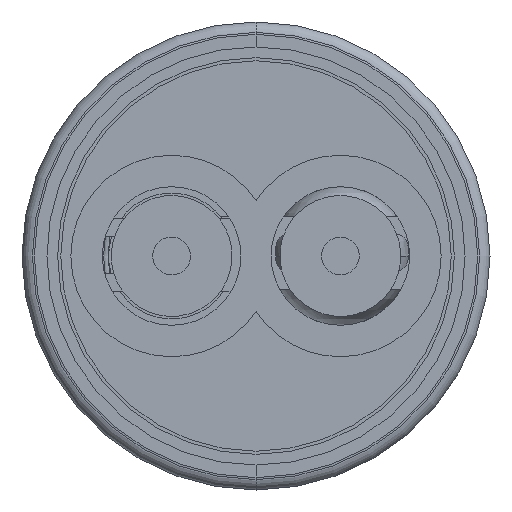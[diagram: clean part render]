
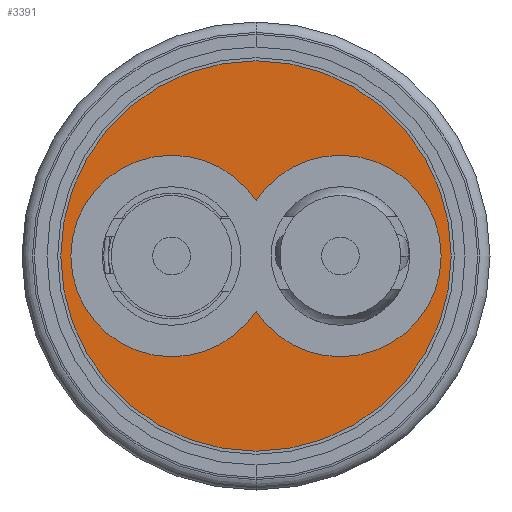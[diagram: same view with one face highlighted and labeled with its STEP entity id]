
A CAD part, front view. The second image highlights one B-rep face of the part: STEP entity #3391.
In plain terms, the highlighted planar face has unit normal (0, -1, 0).
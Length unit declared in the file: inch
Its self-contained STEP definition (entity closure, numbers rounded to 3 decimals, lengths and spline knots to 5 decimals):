
#3 = CIRCLE ( 'NONE', #4733, 0.08 ) ;
#60 = DIRECTION ( 'NONE',  ( 0., 1., 0. ) ) ;
#76 = CIRCLE ( 'NONE', #1281, 0.08 ) ;
#364 = CARTESIAN_POINT ( 'NONE',  ( -0.067, -1.218, 0. ) ) ;
#424 = EDGE_CURVE ( 'NONE', #790, #1624, #1659, .T. ) ;
#446 = AXIS2_PLACEMENT_3D ( 'NONE', #3540, #3112, #3979 ) ;
#489 = FACE_BOUND ( 'NONE', #1832, .T. ) ;
#653 = DIRECTION ( 'NONE',  ( 0., 0., -1. ) ) ;
#697 = EDGE_CURVE ( 'NONE', #5066, #3521, #2861, .T. ) ;
#698 = ORIENTED_EDGE ( 'NONE', *, *, #4046, .F. ) ;
#729 = VERTEX_POINT ( 'NONE', #3087 ) ;
#740 = CARTESIAN_POINT ( 'NONE',  ( 0., -1.218, -0.04371 ) ) ;
#745 = VERTEX_POINT ( 'NONE', #1846 ) ;
#762 = ORIENTED_EDGE ( 'NONE', *, *, #424, .F. ) ;
#787 = DIRECTION ( 'NONE',  ( 0., 1., 0. ) ) ;
#790 = VERTEX_POINT ( 'NONE', #4449 ) ;
#808 = DIRECTION ( 'NONE',  ( 0., 0., -1. ) ) ;
#846 = ORIENTED_EDGE ( 'NONE', *, *, #5441, .T. ) ;
#1088 = CARTESIAN_POINT ( 'NONE',  ( -0.067, -1.218, 0. ) ) ;
#1149 = ORIENTED_EDGE ( 'NONE', *, *, #3791, .T. ) ;
#1218 = ORIENTED_EDGE ( 'NONE', *, *, #5553, .F. ) ;
#1281 = AXIS2_PLACEMENT_3D ( 'NONE', #3364, #787, #3799 ) ;
#1590 = CARTESIAN_POINT ( 'NONE',  ( -0.067, -1.218, -0.08 ) ) ;
#1624 = VERTEX_POINT ( 'NONE', #1590 ) ;
#1659 = CIRCLE ( 'NONE', #5607, 0.08 ) ;
#1725 = CARTESIAN_POINT ( 'NONE',  ( -0.067, -1.218, 0. ) ) ;
#1740 = VERTEX_POINT ( 'NONE', #2503 ) ;
#1783 = DIRECTION ( 'NONE',  ( 0., 1., 0. ) ) ;
#1832 = EDGE_LOOP ( 'NONE', ( #846, #1149, #5204, #1218, #762, #4779 ) ) ;
#1844 = CARTESIAN_POINT ( 'NONE',  ( 0.067, -1.218, -0.08 ) ) ;
#1846 = CARTESIAN_POINT ( 'NONE',  ( 0., -1.218, 0.155 ) ) ;
#1930 = CARTESIAN_POINT ( 'NONE',  ( -0.155, -1.218, 0. ) ) ;
#1968 = DIRECTION ( 'NONE',  ( 0., 0., -1. ) ) ;
#2053 = DIRECTION ( 'NONE',  ( 0., 1., 0. ) ) ;
#2144 = DIRECTION ( 'NONE',  ( 0., 0., -1. ) ) ;
#2503 = CARTESIAN_POINT ( 'NONE',  ( 0.067, -1.218, 0.08 ) ) ;
#2630 = EDGE_CURVE ( 'NONE', #729, #745, #3338, .T. ) ;
#2642 = FACE_OUTER_BOUND ( 'NONE', #2910, .T. ) ;
#2645 = CARTESIAN_POINT ( 'NONE',  ( 0., -1.218, 0. ) ) ;
#2861 = CIRCLE ( 'NONE', #446, 0.08 ) ;
#2910 = EDGE_LOOP ( 'NONE', ( #698, #5136 ) ) ;
#2933 = AXIS2_PLACEMENT_3D ( 'NONE', #2645, #60, #3093 ) ;
#3081 = AXIS2_PLACEMENT_3D ( 'NONE', #1930, #4549, #1968 ) ;
#3087 = CARTESIAN_POINT ( 'NONE',  ( 0., -1.218, -0.155 ) ) ;
#3093 = DIRECTION ( 'NONE',  ( 0., 0., 1. ) ) ;
#3112 = DIRECTION ( 'NONE',  ( 0., 1., 0. ) ) ;
#3237 = AXIS2_PLACEMENT_3D ( 'NONE', #364, #3383, #808 ) ;
#3338 = CIRCLE ( 'NONE', #3625, 0.155 ) ;
#3364 = CARTESIAN_POINT ( 'NONE',  ( 0.067, -1.218, 0. ) ) ;
#3383 = DIRECTION ( 'NONE',  ( 0., -1., 0. ) ) ;
#3391 = ADVANCED_FACE ( 'NONE', ( #489, #2642 ), #4956, .T. ) ;
#3521 = VERTEX_POINT ( 'NONE', #740 ) ;
#3540 = CARTESIAN_POINT ( 'NONE',  ( 0.067, -1.218, 0. ) ) ;
#3625 = AXIS2_PLACEMENT_3D ( 'NONE', #4637, #2053, #5089 ) ;
#3631 = EDGE_CURVE ( 'NONE', #4755, #790, #5165, .T. ) ;
#3671 = CIRCLE ( 'NONE', #2933, 0.155 ) ;
#3791 = EDGE_CURVE ( 'NONE', #1740, #5066, #3, .T. ) ;
#3799 = DIRECTION ( 'NONE',  ( 0., 0., -1. ) ) ;
#3979 = DIRECTION ( 'NONE',  ( 0., 0., -1. ) ) ;
#4046 = EDGE_CURVE ( 'NONE', #745, #729, #3671, .T. ) ;
#4100 = DIRECTION ( 'NONE',  ( 0., -1., 0. ) ) ;
#4183 = AXIS2_PLACEMENT_3D ( 'NONE', #1725, #4730, #2144 ) ;
#4270 = CIRCLE ( 'NONE', #4183, 0.08 ) ;
#4365 = CARTESIAN_POINT ( 'NONE',  ( 0.067, -1.218, 0. ) ) ;
#4447 = CARTESIAN_POINT ( 'NONE',  ( 0., -1.218, 0.04371 ) ) ;
#4449 = CARTESIAN_POINT ( 'NONE',  ( -0.067, -1.218, 0.08 ) ) ;
#4549 = DIRECTION ( 'NONE',  ( 0., -1., 0. ) ) ;
#4637 = CARTESIAN_POINT ( 'NONE',  ( 0., -1.218, 0. ) ) ;
#4730 = DIRECTION ( 'NONE',  ( 0., -1., 0. ) ) ;
#4733 = AXIS2_PLACEMENT_3D ( 'NONE', #4365, #1783, #4798 ) ;
#4755 = VERTEX_POINT ( 'NONE', #4447 ) ;
#4779 = ORIENTED_EDGE ( 'NONE', *, *, #3631, .F. ) ;
#4798 = DIRECTION ( 'NONE',  ( 0., 0., -1. ) ) ;
#4956 = PLANE ( 'NONE',  #3081 ) ;
#5066 = VERTEX_POINT ( 'NONE', #1844 ) ;
#5089 = DIRECTION ( 'NONE',  ( 0., 0., 1. ) ) ;
#5136 = ORIENTED_EDGE ( 'NONE', *, *, #2630, .F. ) ;
#5165 = CIRCLE ( 'NONE', #3237, 0.08 ) ;
#5204 = ORIENTED_EDGE ( 'NONE', *, *, #697, .T. ) ;
#5441 = EDGE_CURVE ( 'NONE', #4755, #1740, #76, .T. ) ;
#5553 = EDGE_CURVE ( 'NONE', #1624, #3521, #4270, .T. ) ;
#5607 = AXIS2_PLACEMENT_3D ( 'NONE', #1088, #4100, #653 ) ;
